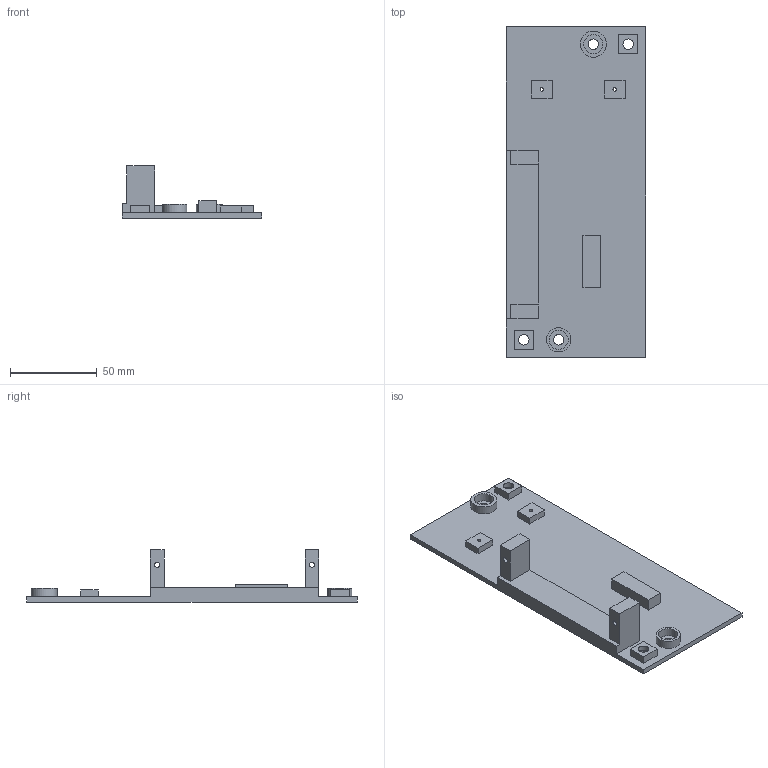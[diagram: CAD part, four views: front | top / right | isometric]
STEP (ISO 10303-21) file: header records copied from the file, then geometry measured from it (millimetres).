
FILE_DESCRIPTION(('HOOPS Exchange Step'),'2;1');
FILE_NAME('temp_export','2025-01-23T14:52:46+02:00',('cliffcheney'),('Shapr3D Limited'),'HOOPS Exchange 2024.6','Shapr3D','Authorized');
FILE_SCHEMA( ('AP242_MANAGED_MODEL_BASED_3D_ENGINEERING_MIM_LF {1 0 10303 442 1 1 4 }') );
Length unit declared in the file: millimetre
Products named in the file (1): Electronics Plate - 1x BLACK
Bounding box: 80 x 190 x 30 mm (x, y, z)
Volume: 64640.2 mm3; surface area: 38100.3 mm2
Topology: 1 solids, 1 shells, 67 faces, 172 edges, 118 vertices
Faces by surface type: plane 55, cylinder 12
Full cylindrical faces by diameter (mm): 2 x2, 3 x2, 6 x4, 11 x2, 14 x1, 15 x1
Entity records: 2108 total; most frequent: CARTESIAN_POINT 359, DIRECTION 344, ORIENTED_EDGE 344, EDGE_CURVE 172, VECTOR 138, LINE 138, VERTEX_POINT 118, AXIS2_PLACEMENT_3D 103
